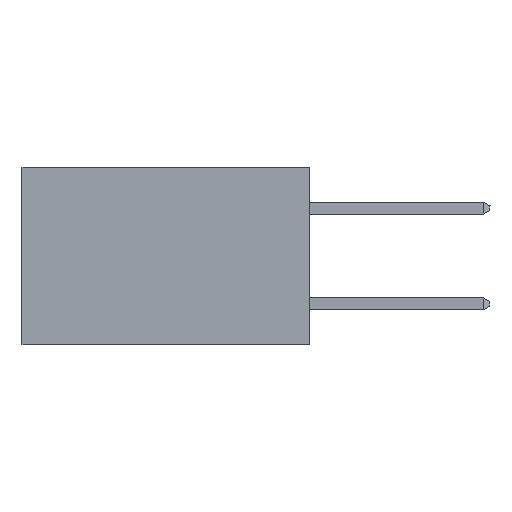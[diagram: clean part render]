
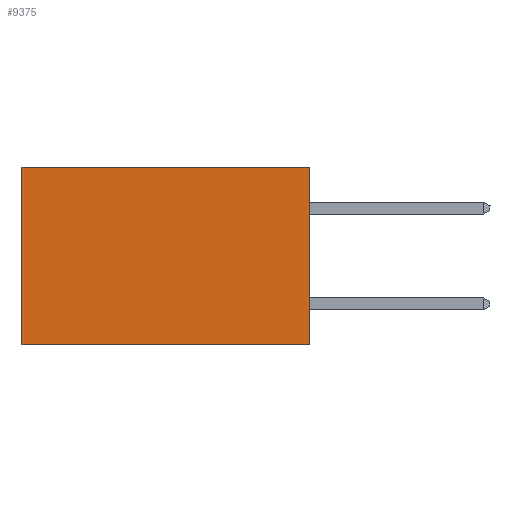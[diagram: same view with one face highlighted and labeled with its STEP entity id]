
A CAD part, left-side view. The second image highlights one B-rep face of the part: STEP entity #9375.
In plain terms, the highlighted planar face has unit normal (-1, 0, 0).
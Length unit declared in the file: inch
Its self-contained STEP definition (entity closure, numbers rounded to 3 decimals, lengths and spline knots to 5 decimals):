
#429 = VERTEX_POINT ( 'NONE', #3786 ) ;
#1096 = EDGE_CURVE ( 'NONE', #4533, #4343, #7454, .T. ) ;
#1730 = ORIENTED_EDGE ( 'NONE', *, *, #8919, .F. ) ;
#2126 = VERTEX_POINT ( 'NONE', #2483 ) ;
#2483 = CARTESIAN_POINT ( 'NONE',  ( 0.2875, 0.6, -0.37 ) ) ;
#3009 = DIRECTION ( 'NONE',  ( 1., 0., 0. ) ) ;
#3136 = CARTESIAN_POINT ( 'NONE',  ( 0.2875, 0., 0. ) ) ;
#3302 = CARTESIAN_POINT ( 'NONE',  ( 0.2875, 0., -0.37 ) ) ;
#3786 = CARTESIAN_POINT ( 'NONE',  ( 0.2875, 0.6, 0. ) ) ;
#4343 = VERTEX_POINT ( 'NONE', #3302 ) ;
#4533 = VERTEX_POINT ( 'NONE', #3136 ) ;
#4648 = VECTOR ( 'NONE', #15316, 39.37008 ) ;
#5117 = DIRECTION ( 'NONE',  ( 0., 0., -1. ) ) ;
#5406 = CARTESIAN_POINT ( 'NONE',  ( 0.2875, 0., -0.37 ) ) ;
#5456 = CARTESIAN_POINT ( 'NONE',  ( 0.2875, 0.6, 0. ) ) ;
#6799 = CARTESIAN_POINT ( 'NONE',  ( 0.2875, 0., 0. ) ) ;
#7454 = LINE ( 'NONE', #8506, #12768 ) ;
#8506 = CARTESIAN_POINT ( 'NONE',  ( 0.2875, 0., 0. ) ) ;
#8591 = ORIENTED_EDGE ( 'NONE', *, *, #1096, .F. ) ;
#8732 = EDGE_CURVE ( 'NONE', #429, #2126, #15317, .T. ) ;
#8919 = EDGE_CURVE ( 'NONE', #4343, #2126, #8955, .T. ) ;
#8955 = LINE ( 'NONE', #5406, #4648 ) ;
#9375 = ADVANCED_FACE ( 'NONE', ( #18335 ), #12702, .F. ) ;
#9646 = CARTESIAN_POINT ( 'NONE',  ( 0.2875, 0., 0. ) ) ;
#9699 = AXIS2_PLACEMENT_3D ( 'NONE', #9646, #3009, #20878 ) ;
#10354 = DIRECTION ( 'NONE',  ( 0., 0., -1. ) ) ;
#12536 = EDGE_LOOP ( 'NONE', ( #19611, #1730, #8591, #17088 ) ) ;
#12702 = PLANE ( 'NONE',  #9699 ) ;
#12768 = VECTOR ( 'NONE', #10354, 39.37008 ) ;
#13236 = LINE ( 'NONE', #6799, #15825 ) ;
#15316 = DIRECTION ( 'NONE',  ( 0., 1., 0. ) ) ;
#15317 = LINE ( 'NONE', #5456, #19352 ) ;
#15825 = VECTOR ( 'NONE', #18175, 39.37008 ) ;
#17088 = ORIENTED_EDGE ( 'NONE', *, *, #20544, .T. ) ;
#18175 = DIRECTION ( 'NONE',  ( 0., 1., 0. ) ) ;
#18335 = FACE_OUTER_BOUND ( 'NONE', #12536, .T. ) ;
#19352 = VECTOR ( 'NONE', #5117, 39.37008 ) ;
#19611 = ORIENTED_EDGE ( 'NONE', *, *, #8732, .T. ) ;
#20544 = EDGE_CURVE ( 'NONE', #4533, #429, #13236, .T. ) ;
#20878 = DIRECTION ( 'NONE',  ( 0., 0., -1. ) ) ;
